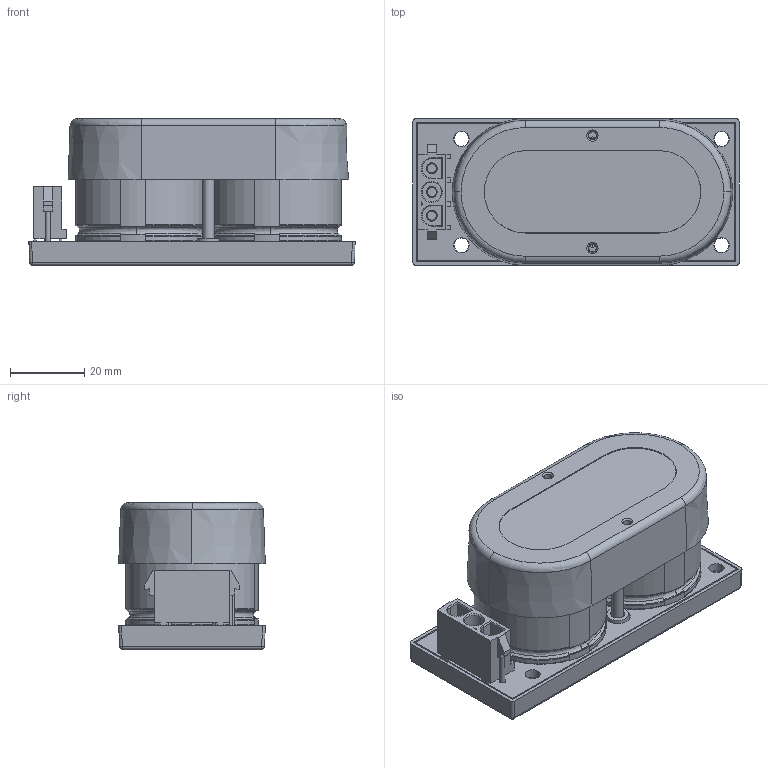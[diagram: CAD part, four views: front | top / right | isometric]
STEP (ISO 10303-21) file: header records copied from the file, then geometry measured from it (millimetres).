
FILE_DESCRIPTION (( 'STEP AP214' ), '1' );
FILE_NAME ('16764.STEP', '2011-08-08T19:10:04', ( 'Vicor Employee' ), ( 'Vicor Corporation' ), 'SwSTEP 2.0', 'SolidWorks 2011', '' );
FILE_SCHEMA (( 'AUTOMOTIVE_DESIGN' ));
Length unit declared in the file: inch
Products named in the file (1): 16764
Bounding box: 87.63 x 39.37 x 39.38 mm (x, y, z)
Volume: 84567.6 mm3; surface area: 39764.7 mm2
Topology: 1 solids, 17 shells, 666 faces, 1701 edges, 1098 vertices
Faces by surface type: plane 350, cylinder 149, cone 103, bspline 50, torus 10, sphere 4
Entity records: 31174 total; most frequent: CARTESIAN_POINT 6545, ORIENTED_EDGE 3382, DIRECTION 3212, EDGE_CURVE 1691, AXIS2_PLACEMENT_3D 1134, VERTEX_POINT 1098, LINE 944, VECTOR 944
